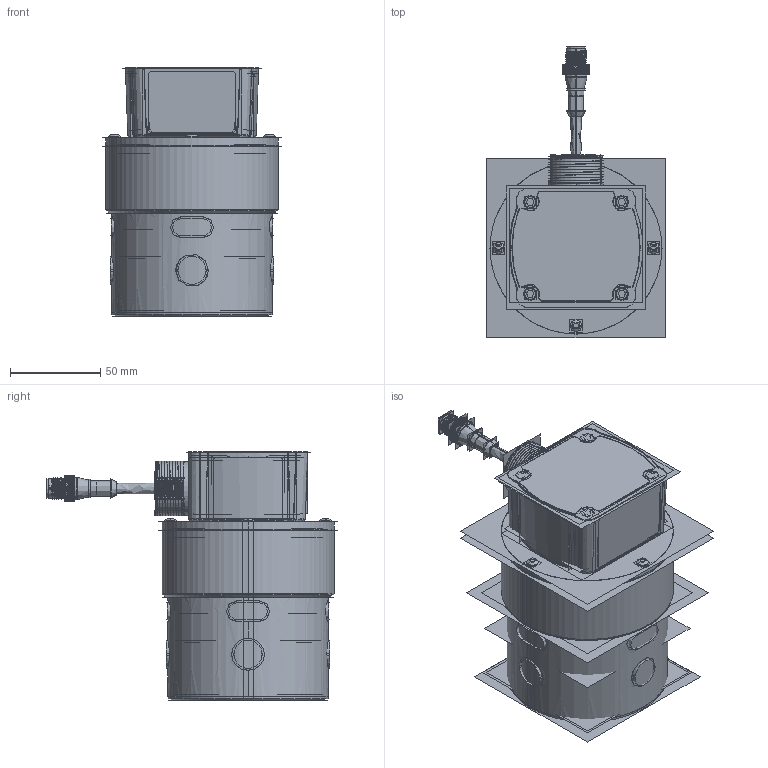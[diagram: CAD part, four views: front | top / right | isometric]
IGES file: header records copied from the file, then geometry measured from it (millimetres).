
Start section:  PTC IGES file: 159637.igs
Global section: file name: 159637.igs; native system: Pro/ENGINEER by Parametric Technology Corporation; preprocessor: 2009141; author: banengservice; organization: Unknown; date: 20121105.130702; units: millimetre
Bounding box: 99.06 x 161.11 x 138.16 mm (x, y, z)
Volume: 426794 mm3; surface area: 1477693.5 mm2
Topology: 25 solids, 38 shells, 6900 faces, 32619 edges, 39992 vertices
Faces by surface type: bspline 4514, revolution 2370, extrusion 16
